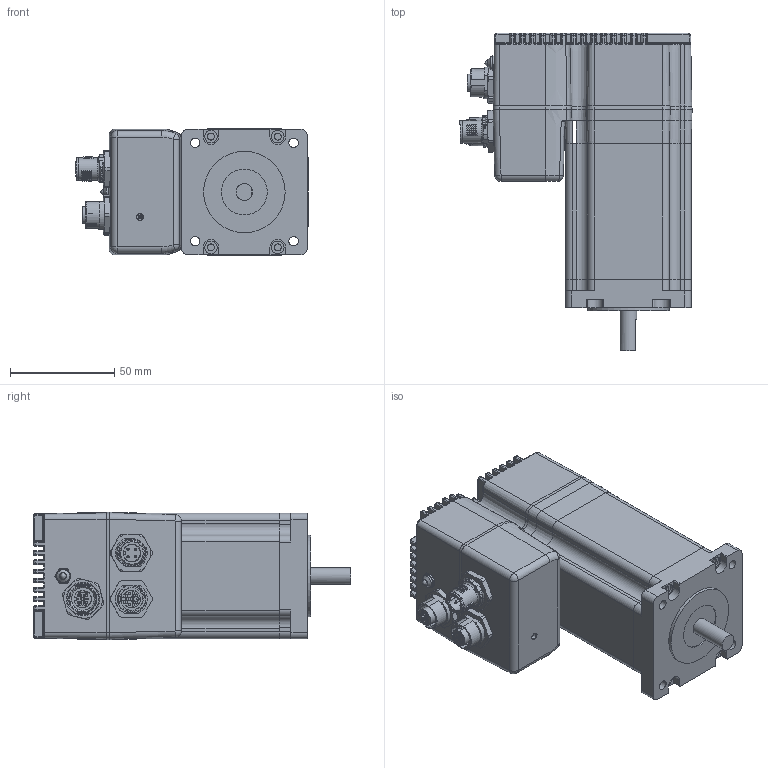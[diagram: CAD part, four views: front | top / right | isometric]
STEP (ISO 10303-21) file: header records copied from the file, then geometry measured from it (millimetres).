
FILE_DESCRIPTION (( 'STEP AP203' ), '1' );
FILE_NAME ('1.STEP', '2013-01-28T08:48:01', ( 'Sky123.Org' ), ( 'Sky123.Org' ), 'SwSTEP 2.0', 'SolidWorks 2011', '' );
FILE_SCHEMA (( 'CONFIG_CONTROL_DESIGN' ));
Products named in the file (1): 1
Bounding box: 111.15 x 151.9 x 61.01 mm (x, y, z)
Surface area: 69774.8 mm2 (no closed solid volume)
Topology: 0 solids, 24 shells, 1359 faces, 3985 edges, 2531 vertices
Faces by surface type: cylinder 508, plane 380, bspline 247, torus 117, cone 99, sphere 8
Full cylindrical faces by diameter (mm): 1 x4, 1.1 x4, 3 x1, 3.3 x8, 4.52 x4, 6 x4, 6.096 x1, 6.985 x1, 8 x1, 10.7 x1, 10.9 x2, 10.917 x1, 22 x2, 39 x1, 39.02 x1
Entity records: 52958 total; most frequent: CARTESIAN_POINT 20857, ORIENTED_EDGE 6717, DIRECTION 6049, EDGE_CURVE 3804, VERTEX_POINT 2501, AXIS2_PLACEMENT_3D 2242, VECTOR 1565, LINE 1565
